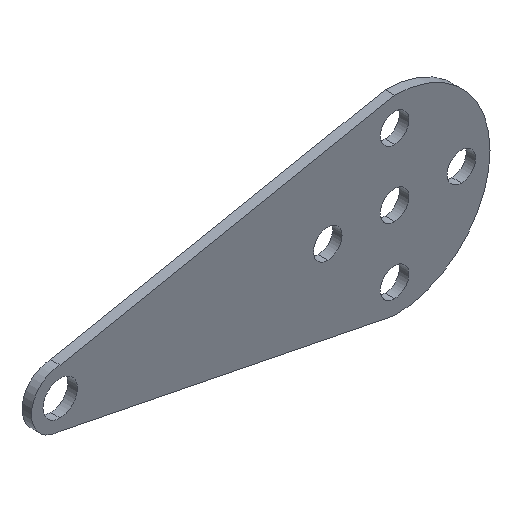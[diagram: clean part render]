
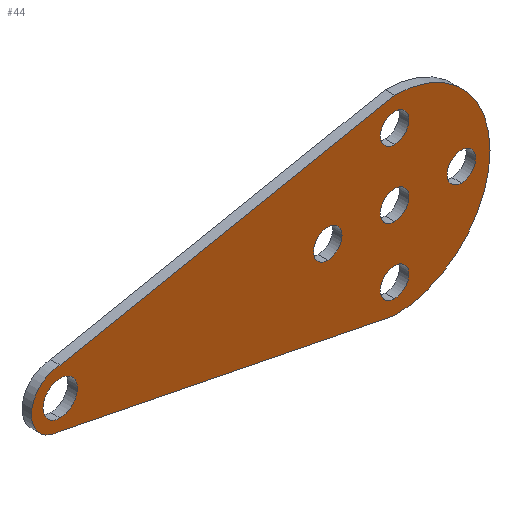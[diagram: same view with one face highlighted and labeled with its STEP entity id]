
A CAD part, isometric view. The second image highlights one B-rep face of the part: STEP entity #44.
In plain terms, the highlighted planar face has unit normal (0, -1, 0).
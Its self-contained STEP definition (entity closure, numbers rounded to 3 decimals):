
#1 = ORIENTED_EDGE ( 'NONE', *, *, #570, .F. ) ;
#2 = CIRCLE ( 'NONE', #158, 1.5 ) ;
#4 = CIRCLE ( 'NONE', #244, 1.5 ) ;
#8 = EDGE_CURVE ( 'NONE', #108, #544, #4, .T. ) ;
#11 = CIRCLE ( 'NONE', #367, 3. ) ;
#13 = DIRECTION ( 'NONE',  ( 0., 0., 1. ) ) ;
#17 = CARTESIAN_POINT ( 'NONE',  ( 0., 0., 7. ) ) ;
#19 = EDGE_CURVE ( 'NONE', #389, #255, #170, .T. ) ;
#31 = EDGE_CURVE ( 'NONE', #544, #108, #320, .T. ) ;
#33 = AXIS2_PLACEMENT_3D ( 'NONE', #269, #432, #532 ) ;
#36 = DIRECTION ( 'NONE',  ( 0., 0., -1. ) ) ;
#43 = DIRECTION ( 'NONE',  ( 0., -1., 0. ) ) ;
#44 = ADVANCED_FACE ( 'NONE', ( #114, #466, #123, #559, #309, #509, #67 ), #461, .F. ) ;
#47 = DIRECTION ( 'NONE',  ( 0., -1., 0. ) ) ;
#48 = AXIS2_PLACEMENT_3D ( 'NONE', #264, #111, #65 ) ;
#52 = VECTOR ( 'NONE', #372, 1000. ) ;
#55 = CIRCLE ( 'NONE', #251, 1.5 ) ;
#64 = DIRECTION ( 'NONE',  ( 0., 0., -1. ) ) ;
#65 = DIRECTION ( 'NONE',  ( 0., 0., -1. ) ) ;
#67 = FACE_OUTER_BOUND ( 'NONE', #595, .T. ) ;
#76 = CARTESIAN_POINT ( 'NONE',  ( 7., 0., 1.5 ) ) ;
#78 = AXIS2_PLACEMENT_3D ( 'NONE', #293, #356, #104 ) ;
#83 = CARTESIAN_POINT ( 'NONE',  ( 0.003, 0., 9.969 ) ) ;
#91 = EDGE_CURVE ( 'NONE', #448, #142, #351, .T. ) ;
#95 = CARTESIAN_POINT ( 'NONE',  ( -35.05, 0., 1.8 ) ) ;
#104 = DIRECTION ( 'NONE',  ( 0., 0., -1. ) ) ;
#105 = CIRCLE ( 'NONE', #548, 1.5 ) ;
#106 = ORIENTED_EDGE ( 'NONE', *, *, #91, .F. ) ;
#108 = VERTEX_POINT ( 'NONE', #598 ) ;
#109 = CARTESIAN_POINT ( 'NONE',  ( 0., 0., 0. ) ) ;
#111 = DIRECTION ( 'NONE',  ( 0., -1., 0. ) ) ;
#114 = FACE_BOUND ( 'NONE', #524, .T. ) ;
#115 = CARTESIAN_POINT ( 'NONE',  ( 7., 0., 0. ) ) ;
#117 = EDGE_LOOP ( 'NONE', ( #290, #534 ) ) ;
#123 = FACE_BOUND ( 'NONE', #340, .T. ) ;
#126 = DIRECTION ( 'NONE',  ( 0., 0., -1. ) ) ;
#133 = ORIENTED_EDGE ( 'NONE', *, *, #435, .F. ) ;
#142 = VERTEX_POINT ( 'NONE', #506 ) ;
#143 = CARTESIAN_POINT ( 'NONE',  ( 0., 0., -7. ) ) ;
#144 = ORIENTED_EDGE ( 'NONE', *, *, #146, .F. ) ;
#146 = EDGE_CURVE ( 'NONE', #142, #448, #271, .T. ) ;
#154 = ORIENTED_EDGE ( 'NONE', *, *, #19, .F. ) ;
#158 = AXIS2_PLACEMENT_3D ( 'NONE', #143, #627, #277 ) ;
#160 = DIRECTION ( 'NONE',  ( 0., -1., 0. ) ) ;
#162 = DIRECTION ( 'NONE',  ( 0., 0., -1. ) ) ;
#164 = CARTESIAN_POINT ( 'NONE',  ( 0., 0., -5.5 ) ) ;
#166 = CARTESIAN_POINT ( 'NONE',  ( 0., 0., 1.5 ) ) ;
#169 = DIRECTION ( 'NONE',  ( 0., 0., 1. ) ) ;
#170 = LINE ( 'NONE', #468, #52 ) ;
#177 = ORIENTED_EDGE ( 'NONE', *, *, #31, .F. ) ;
#179 = EDGE_CURVE ( 'NONE', #580, #514, #635, .T. ) ;
#188 = EDGE_CURVE ( 'NONE', #255, #198, #11, .T. ) ;
#193 = DIRECTION ( 'NONE',  ( 0., 0., -1. ) ) ;
#195 = ORIENTED_EDGE ( 'NONE', *, *, #386, .F. ) ;
#198 = VERTEX_POINT ( 'NONE', #404 ) ;
#204 = VERTEX_POINT ( 'NONE', #408 ) ;
#215 = DIRECTION ( 'NONE',  ( 0., 1., 0. ) ) ;
#219 = DIRECTION ( 'NONE',  ( 0., 0., 1. ) ) ;
#221 = AXIS2_PLACEMENT_3D ( 'NONE', #274, #43, #36 ) ;
#224 = AXIS2_PLACEMENT_3D ( 'NONE', #513, #467, #169 ) ;
#230 = ORIENTED_EDGE ( 'NONE', *, *, #617, .F. ) ;
#232 = CIRCLE ( 'NONE', #301, 1.5 ) ;
#236 = ORIENTED_EDGE ( 'NONE', *, *, #396, .F. ) ;
#238 = AXIS2_PLACEMENT_3D ( 'NONE', #261, #215, #219 ) ;
#240 = VERTEX_POINT ( 'NONE', #344 ) ;
#242 = EDGE_CURVE ( 'NONE', #514, #580, #564, .T. ) ;
#243 = CIRCLE ( 'NONE', #221, 1.5 ) ;
#244 = AXIS2_PLACEMENT_3D ( 'NONE', #17, #160, #358 ) ;
#251 = AXIS2_PLACEMENT_3D ( 'NONE', #519, #473, #162 ) ;
#255 = VERTEX_POINT ( 'NONE', #359 ) ;
#261 = CARTESIAN_POINT ( 'NONE',  ( 0., 0., 0. ) ) ;
#264 = CARTESIAN_POINT ( 'NONE',  ( 0., 0., 7. ) ) ;
#269 = CARTESIAN_POINT ( 'NONE',  ( -7., 0., 0. ) ) ;
#271 = CIRCLE ( 'NONE', #388, 1.8 ) ;
#274 = CARTESIAN_POINT ( 'NONE',  ( 0., 0., -7. ) ) ;
#275 = VERTEX_POINT ( 'NONE', #164 ) ;
#277 = DIRECTION ( 'NONE',  ( 0., 0., -1. ) ) ;
#280 = CARTESIAN_POINT ( 'NONE',  ( 0., 0., -1.5 ) ) ;
#281 = AXIS2_PLACEMENT_3D ( 'NONE', #109, #304, #64 ) ;
#287 = EDGE_LOOP ( 'NONE', ( #177, #628 ) ) ;
#290 = ORIENTED_EDGE ( 'NONE', *, *, #242, .F. ) ;
#293 = CARTESIAN_POINT ( 'NONE',  ( 0., 0., 0. ) ) ;
#295 = ORIENTED_EDGE ( 'NONE', *, *, #371, .T. ) ;
#299 = CARTESIAN_POINT ( 'NONE',  ( -35.05, 0., 0. ) ) ;
#301 = AXIS2_PLACEMENT_3D ( 'NONE', #115, #363, #517 ) ;
#304 = DIRECTION ( 'NONE',  ( 0., -1., 0. ) ) ;
#309 = FACE_BOUND ( 'NONE', #117, .T. ) ;
#320 = CIRCLE ( 'NONE', #48, 1.5 ) ;
#331 = EDGE_CURVE ( 'NONE', #240, #393, #232, .T. ) ;
#340 = EDGE_LOOP ( 'NONE', ( #433, #1 ) ) ;
#344 = CARTESIAN_POINT ( 'NONE',  ( 7., 0., -1.5 ) ) ;
#347 = DIRECTION ( 'NONE',  ( 0., 1., 0. ) ) ;
#351 = CIRCLE ( 'NONE', #407, 1.8 ) ;
#356 = DIRECTION ( 'NONE',  ( 0., -1., 0. ) ) ;
#358 = DIRECTION ( 'NONE',  ( 0., 0., -1. ) ) ;
#359 = CARTESIAN_POINT ( 'NONE',  ( -35.05, 0., -3. ) ) ;
#363 = DIRECTION ( 'NONE',  ( 0., -1., 0. ) ) ;
#367 = AXIS2_PLACEMENT_3D ( 'NONE', #496, #347, #13 ) ;
#369 = CARTESIAN_POINT ( 'NONE',  ( 0.003, 0., -10.031 ) ) ;
#371 = EDGE_CURVE ( 'NONE', #417, #198, #373, .T. ) ;
#372 = DIRECTION ( 'NONE',  ( -0.98, 0., 0.197 ) ) ;
#373 = LINE ( 'NONE', #611, #410 ) ;
#386 = EDGE_CURVE ( 'NONE', #417, #389, #503, .T. ) ;
#388 = AXIS2_PLACEMENT_3D ( 'NONE', #299, #453, #402 ) ;
#389 = VERTEX_POINT ( 'NONE', #369 ) ;
#393 = VERTEX_POINT ( 'NONE', #76 ) ;
#396 = EDGE_CURVE ( 'NONE', #591, #204, #588, .T. ) ;
#402 = DIRECTION ( 'NONE',  ( 0., 0., -1. ) ) ;
#404 = CARTESIAN_POINT ( 'NONE',  ( -35.05, 0., 3. ) ) ;
#407 = AXIS2_PLACEMENT_3D ( 'NONE', #527, #47, #193 ) ;
#408 = CARTESIAN_POINT ( 'NONE',  ( -7., 0., -1.5 ) ) ;
#410 = VECTOR ( 'NONE', #568, 1000. ) ;
#417 = VERTEX_POINT ( 'NONE', #83 ) ;
#432 = DIRECTION ( 'NONE',  ( 0., -1., 0. ) ) ;
#433 = ORIENTED_EDGE ( 'NONE', *, *, #331, .F. ) ;
#435 = EDGE_CURVE ( 'NONE', #620, #275, #2, .T. ) ;
#447 = EDGE_CURVE ( 'NONE', #275, #620, #243, .T. ) ;
#448 = VERTEX_POINT ( 'NONE', #95 ) ;
#452 = EDGE_LOOP ( 'NONE', ( #144, #106 ) ) ;
#453 = DIRECTION ( 'NONE',  ( 0., -1., 0. ) ) ;
#458 = CARTESIAN_POINT ( 'NONE',  ( -7., 0., 1.5 ) ) ;
#459 = ORIENTED_EDGE ( 'NONE', *, *, #447, .F. ) ;
#461 = PLANE ( 'NONE',  #238 ) ;
#466 = FACE_BOUND ( 'NONE', #535, .T. ) ;
#467 = DIRECTION ( 'NONE',  ( 0., 1., 0. ) ) ;
#468 = CARTESIAN_POINT ( 'NONE',  ( -1.934, 0., -9.642 ) ) ;
#473 = DIRECTION ( 'NONE',  ( 0., -1., 0. ) ) ;
#493 = CARTESIAN_POINT ( 'NONE',  ( 0., 0., 5.5 ) ) ;
#496 = CARTESIAN_POINT ( 'NONE',  ( -35.05, 0., 0. ) ) ;
#503 = CIRCLE ( 'NONE', #224, 10. ) ;
#506 = CARTESIAN_POINT ( 'NONE',  ( -35.05, 0., -1.8 ) ) ;
#508 = DIRECTION ( 'NONE',  ( 0., -1., 0. ) ) ;
#509 = FACE_BOUND ( 'NONE', #452, .T. ) ;
#513 = CARTESIAN_POINT ( 'NONE',  ( 0.003, 0., -0.031 ) ) ;
#514 = VERTEX_POINT ( 'NONE', #280 ) ;
#517 = DIRECTION ( 'NONE',  ( 0., 0., -1. ) ) ;
#519 = CARTESIAN_POINT ( 'NONE',  ( 7., 0., 0. ) ) ;
#524 = EDGE_LOOP ( 'NONE', ( #133, #459 ) ) ;
#527 = CARTESIAN_POINT ( 'NONE',  ( -35.05, 0., 0. ) ) ;
#532 = DIRECTION ( 'NONE',  ( 0., 0., -1. ) ) ;
#534 = ORIENTED_EDGE ( 'NONE', *, *, #179, .F. ) ;
#535 = EDGE_LOOP ( 'NONE', ( #230, #236 ) ) ;
#538 = ORIENTED_EDGE ( 'NONE', *, *, #188, .F. ) ;
#544 = VERTEX_POINT ( 'NONE', #493 ) ;
#548 = AXIS2_PLACEMENT_3D ( 'NONE', #569, #508, #126 ) ;
#559 = FACE_BOUND ( 'NONE', #287, .T. ) ;
#564 = CIRCLE ( 'NONE', #281, 1.5 ) ;
#568 = DIRECTION ( 'NONE',  ( -0.981, 0., -0.195 ) ) ;
#569 = CARTESIAN_POINT ( 'NONE',  ( -7., 0., 0. ) ) ;
#570 = EDGE_CURVE ( 'NONE', #393, #240, #55, .T. ) ;
#573 = CARTESIAN_POINT ( 'NONE',  ( 0., 0., -8.5 ) ) ;
#580 = VERTEX_POINT ( 'NONE', #166 ) ;
#588 = CIRCLE ( 'NONE', #33, 1.5 ) ;
#591 = VERTEX_POINT ( 'NONE', #458 ) ;
#595 = EDGE_LOOP ( 'NONE', ( #538, #154, #195, #295 ) ) ;
#598 = CARTESIAN_POINT ( 'NONE',  ( 0., 0., 8.5 ) ) ;
#611 = CARTESIAN_POINT ( 'NONE',  ( -1.906, 0., 9.589 ) ) ;
#617 = EDGE_CURVE ( 'NONE', #204, #591, #105, .T. ) ;
#620 = VERTEX_POINT ( 'NONE', #573 ) ;
#627 = DIRECTION ( 'NONE',  ( 0., -1., 0. ) ) ;
#628 = ORIENTED_EDGE ( 'NONE', *, *, #8, .F. ) ;
#635 = CIRCLE ( 'NONE', #78, 1.5 ) ;
